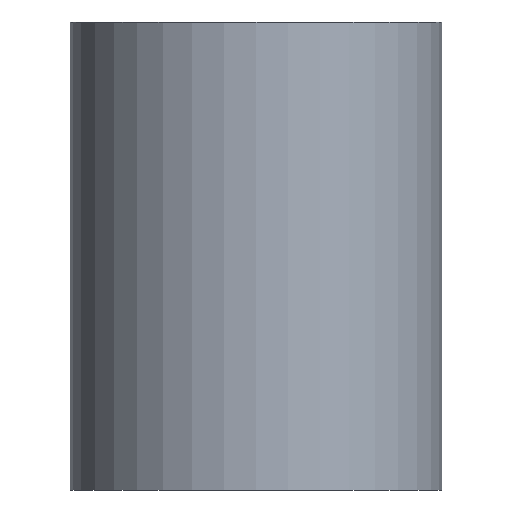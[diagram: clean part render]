
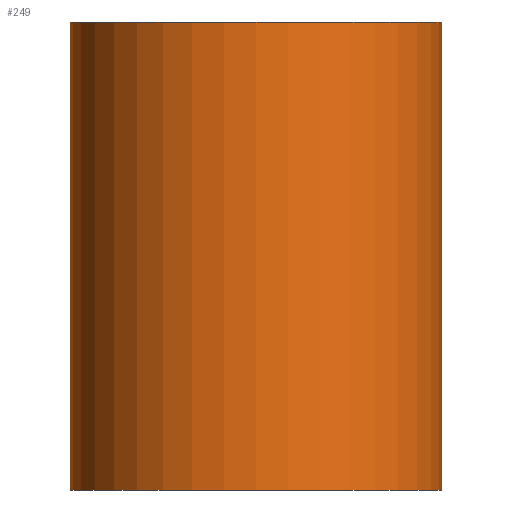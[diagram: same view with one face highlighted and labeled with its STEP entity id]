
A CAD part, front view. The second image highlights one B-rep face of the part: STEP entity #249.
In plain terms, the highlighted cylindrical face has radius 7.938 mm (diameter 15.875 mm), a partial arc.
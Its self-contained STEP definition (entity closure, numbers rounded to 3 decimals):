
#18 = CYLINDRICAL_SURFACE ( 'NONE', #110, 7.938 ) ;
#22 = ORIENTED_EDGE ( 'NONE', *, *, #26, .T. ) ;
#26 = EDGE_CURVE ( 'NONE', #308, #515, #233, .T. ) ;
#40 = LINE ( 'NONE', #492, #191 ) ;
#46 = EDGE_CURVE ( 'NONE', #203, #161, #40, .T. ) ;
#54 = CARTESIAN_POINT ( 'NONE',  ( -7.938, 0., 0. ) ) ;
#67 = DIRECTION ( 'NONE',  ( 1., 0., 0. ) ) ;
#110 = AXIS2_PLACEMENT_3D ( 'NONE', #202, #475, #339 ) ;
#148 = CIRCLE ( 'NONE', #300, 7.938 ) ;
#161 = VERTEX_POINT ( 'NONE', #54 ) ;
#191 = VECTOR ( 'NONE', #369, 1000. ) ;
#201 = ORIENTED_EDGE ( 'NONE', *, *, #376, .T. ) ;
#202 = CARTESIAN_POINT ( 'NONE',  ( 0., 0., -19.99 ) ) ;
#203 = VERTEX_POINT ( 'NONE', #464 ) ;
#223 = DIRECTION ( 'NONE',  ( 1., 0., 0. ) ) ;
#228 = VECTOR ( 'NONE', #374, 1000. ) ;
#233 = LINE ( 'NONE', #409, #228 ) ;
#246 = ORIENTED_EDGE ( 'NONE', *, *, #512, .F. ) ;
#249 = ADVANCED_FACE ( 'NONE', ( #510 ), #18, .T. ) ;
#267 = DIRECTION ( 'NONE',  ( 0., 0., 1. ) ) ;
#297 = CARTESIAN_POINT ( 'NONE',  ( 0., 0., -19.99 ) ) ;
#300 = AXIS2_PLACEMENT_3D ( 'NONE', #368, #267, #223 ) ;
#308 = VERTEX_POINT ( 'NONE', #568 ) ;
#328 = ORIENTED_EDGE ( 'NONE', *, *, #46, .F. ) ;
#339 = DIRECTION ( 'NONE',  ( 1., 0., 0. ) ) ;
#368 = CARTESIAN_POINT ( 'NONE',  ( 0., 0., 0. ) ) ;
#369 = DIRECTION ( 'NONE',  ( 0., 0., 1. ) ) ;
#374 = DIRECTION ( 'NONE',  ( 0., 0., 1. ) ) ;
#376 = EDGE_CURVE ( 'NONE', #203, #308, #495, .T. ) ;
#399 = EDGE_LOOP ( 'NONE', ( #328, #201, #22, #246 ) ) ;
#409 = CARTESIAN_POINT ( 'NONE',  ( 7.938, 0., -19.99 ) ) ;
#432 = AXIS2_PLACEMENT_3D ( 'NONE', #297, #477, #67 ) ;
#464 = CARTESIAN_POINT ( 'NONE',  ( -7.938, 0., -19.99 ) ) ;
#475 = DIRECTION ( 'NONE',  ( 0., 0., 1. ) ) ;
#477 = DIRECTION ( 'NONE',  ( 0., 0., 1. ) ) ;
#492 = CARTESIAN_POINT ( 'NONE',  ( -7.938, 0., -19.99 ) ) ;
#495 = CIRCLE ( 'NONE', #432, 7.938 ) ;
#510 = FACE_OUTER_BOUND ( 'NONE', #399, .T. ) ;
#512 = EDGE_CURVE ( 'NONE', #161, #515, #148, .T. ) ;
#515 = VERTEX_POINT ( 'NONE', #589 ) ;
#568 = CARTESIAN_POINT ( 'NONE',  ( 7.938, 0., -19.99 ) ) ;
#589 = CARTESIAN_POINT ( 'NONE',  ( 7.938, 0., 0. ) ) ;
